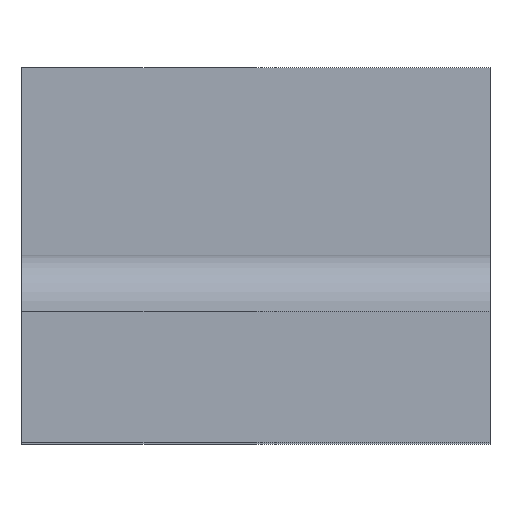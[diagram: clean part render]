
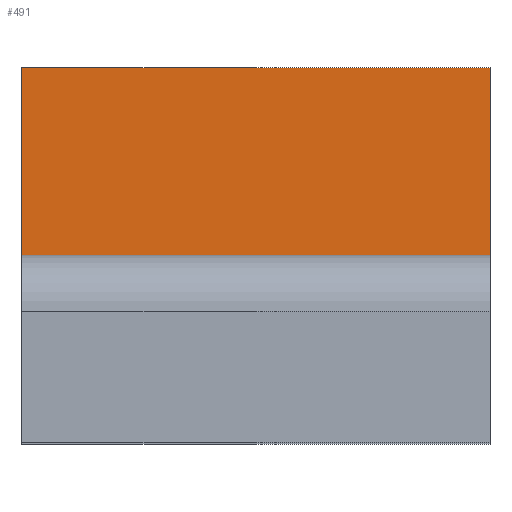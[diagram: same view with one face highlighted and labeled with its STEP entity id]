
A CAD part, top view. The second image highlights one B-rep face of the part: STEP entity #491.
In plain terms, the highlighted planar face has unit normal (0, 0, 1).
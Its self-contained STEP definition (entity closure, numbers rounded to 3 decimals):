
#17 = CARTESIAN_POINT ( 'NONE',  ( -12.5, 20., 25. ) ) ;
#25 = EDGE_LOOP ( 'NONE', ( #596, #714, #105, #631 ) ) ;
#105 = ORIENTED_EDGE ( 'NONE', *, *, #676, .F. ) ;
#148 = EDGE_CURVE ( 'NONE', #543, #612, #394, .T. ) ;
#166 = CARTESIAN_POINT ( 'NONE',  ( 12.5, 10., 25. ) ) ;
#183 = CARTESIAN_POINT ( 'NONE',  ( 12.5, 10., 25. ) ) ;
#184 = EDGE_CURVE ( 'NONE', #539, #669, #429, .T. ) ;
#197 = DIRECTION ( 'NONE',  ( 0., 1., 0. ) ) ;
#217 = VECTOR ( 'NONE', #313, 1000. ) ;
#240 = CARTESIAN_POINT ( 'NONE',  ( 12.5, 20., 25. ) ) ;
#280 = DIRECTION ( 'NONE',  ( -1., 0., 0. ) ) ;
#282 = CARTESIAN_POINT ( 'NONE',  ( 12.5, 20., 25. ) ) ;
#313 = DIRECTION ( 'NONE',  ( 0., -1., 0. ) ) ;
#362 = FACE_OUTER_BOUND ( 'NONE', #25, .T. ) ;
#368 = VECTOR ( 'NONE', #374, 1000. ) ;
#374 = DIRECTION ( 'NONE',  ( 0., -1., 0. ) ) ;
#389 = DIRECTION ( 'NONE',  ( -1., 0., 0. ) ) ;
#391 = CARTESIAN_POINT ( 'NONE',  ( 12.5, 10., 25. ) ) ;
#394 = LINE ( 'NONE', #391, #663 ) ;
#426 = PLANE ( 'NONE',  #583 ) ;
#429 = LINE ( 'NONE', #282, #514 ) ;
#460 = CARTESIAN_POINT ( 'NONE',  ( 12.5, 10., 25. ) ) ;
#487 = CARTESIAN_POINT ( 'NONE',  ( -12.5, 10., 25. ) ) ;
#488 = EDGE_CURVE ( 'NONE', #669, #612, #660, .T. ) ;
#491 = ADVANCED_FACE ( 'NONE', ( #362 ), #426, .F. ) ;
#514 = VECTOR ( 'NONE', #280, 1000. ) ;
#539 = VERTEX_POINT ( 'NONE', #240 ) ;
#543 = VERTEX_POINT ( 'NONE', #460 ) ;
#566 = DIRECTION ( 'NONE',  ( 0., 0., -1. ) ) ;
#581 = CARTESIAN_POINT ( 'NONE',  ( -12.5, 10., 25. ) ) ;
#583 = AXIS2_PLACEMENT_3D ( 'NONE', #183, #566, #197 ) ;
#596 = ORIENTED_EDGE ( 'NONE', *, *, #488, .T. ) ;
#612 = VERTEX_POINT ( 'NONE', #487 ) ;
#631 = ORIENTED_EDGE ( 'NONE', *, *, #184, .T. ) ;
#647 = LINE ( 'NONE', #166, #217 ) ;
#660 = LINE ( 'NONE', #581, #368 ) ;
#663 = VECTOR ( 'NONE', #389, 1000. ) ;
#669 = VERTEX_POINT ( 'NONE', #17 ) ;
#676 = EDGE_CURVE ( 'NONE', #539, #543, #647, .T. ) ;
#714 = ORIENTED_EDGE ( 'NONE', *, *, #148, .F. ) ;
